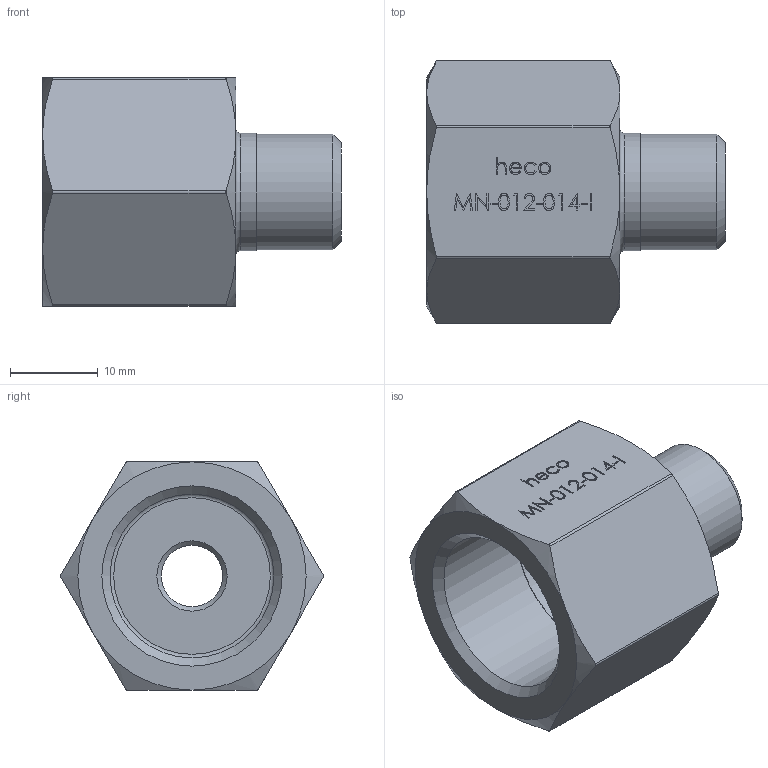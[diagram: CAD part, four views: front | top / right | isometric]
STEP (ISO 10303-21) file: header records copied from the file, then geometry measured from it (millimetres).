
FILE_DESCRIPTION (( 'STEP AP214' ), '1' );
FILE_NAME ('heco_MN-012-014-I.STEP', '2016-06-20T09:37:10', ( '' ), ( '' ), 'SwSTEP 2.0', 'SolidWorks 2011', '' );
FILE_SCHEMA (( 'AUTOMOTIVE_DESIGN' ));
Length unit declared in the file: millimetre
Products named in the file (1): heco_MN-012-014-I
Bounding box: 34 x 29.93 x 26 mm (x, y, z)
Volume: 9673.5 mm3; surface area: 4733.5 mm2
Topology: 1 solids, 1 shells, 204 faces, 515 edges, 338 vertices
Faces by surface type: plane 116, bspline 59, cone 16, cylinder 11, torus 2
Full cylindrical faces by diameter (mm): 7 x1, 13.157 x1, 13.357 x1, 18.631 x1, 18.831 x1
Entity records: 10008 total; most frequent: CARTESIAN_POINT 5090, ORIENTED_EDGE 1004, DIRECTION 668, EDGE_CURVE 502, VERTEX_POINT 336, VECTOR 320, LINE 320, EDGE_LOOP 242
